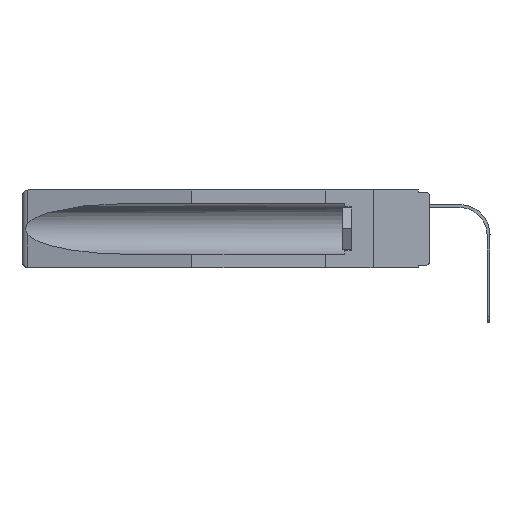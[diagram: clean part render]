
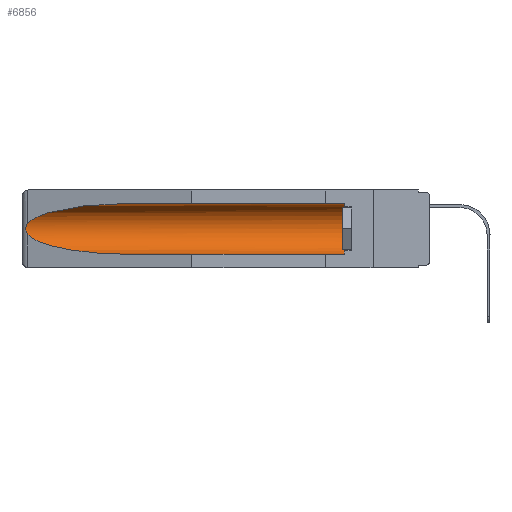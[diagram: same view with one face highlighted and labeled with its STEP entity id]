
A CAD part, left-side view. The second image highlights one B-rep face of the part: STEP entity #6856.
In plain terms, the highlighted cylindrical face has radius 2.857 mm (diameter 5.715 mm), a partial arc.
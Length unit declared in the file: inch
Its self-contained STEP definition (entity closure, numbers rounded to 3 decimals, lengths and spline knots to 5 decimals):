
#113 = CARTESIAN_POINT ( 'NONE',  ( 0.25451, 1.48313, -0.09465 ) ) ;
#1239 = CARTESIAN_POINT ( 'NONE',  ( 0.21114, 1.30732, -0.284 ) ) ;
#1928 = CARTESIAN_POINT ( 'NONE',  ( 0.26537, 1.52718, -0.14972 ) ) ;
#3559 = DIRECTION ( 'NONE',  ( 0., 0., 1. ) ) ;
#4513 = CARTESIAN_POINT ( 'NONE',  ( 0.155, 0.126, -0.1715 ) ) ;
#5982 = CARTESIAN_POINT ( 'NONE',  ( 0.155, 1.07973, -0.059 ) ) ;
#6275 = EDGE_CURVE ( 'NONE', #17526, #12112, #6748, .T. ) ;
#6291 = CARTESIAN_POINT ( 'NONE',  ( 0.26537, 1.52718, -0.19328 ) ) ;
#6557 = VECTOR ( 'NONE', #12409, 39.37008 ) ;
#6748 =( BOUNDED_CURVE ( )  B_SPLINE_CURVE ( 3, ( #11849, #20486, #1239, #16046 ),
 .UNSPECIFIED., .F., .F. ) 
 B_SPLINE_CURVE_WITH_KNOTS ( ( 4, 4 ),
 ( 0.1948, 1.5708 ),
 .UNSPECIFIED. ) 
 CURVE ( )  GEOMETRIC_REPRESENTATION_ITEM ( )  RATIONAL_B_SPLINE_CURVE ( ( 1., 0.848, 0.848, 1. ) ) 
 REPRESENTATION_ITEM ( '' )  );
#6856 = ADVANCED_FACE ( 'NONE', ( #7754 ), #9855, .F. ) ;
#6940 = EDGE_CURVE ( 'NONE', #24043, #17717, #22949, .T. ) ;
#7508 = ORIENTED_EDGE ( 'NONE', *, *, #6275, .T. ) ;
#7543 = CARTESIAN_POINT ( 'NONE',  ( 0.155, 1.07973, -0.284 ) ) ;
#7560 = CARTESIAN_POINT ( 'NONE',  ( 0.26597, 1.52961, -0.15275 ) ) ;
#7754 = FACE_OUTER_BOUND ( 'NONE', #21594, .T. ) ;
#9855 = CYLINDRICAL_SURFACE ( 'NONE', #20275, 0.1125 ) ;
#10197 = CARTESIAN_POINT ( 'NONE',  ( 0.155, 0.126, -0.059 ) ) ;
#10210 = DIRECTION ( 'NONE',  ( 0., 1., 0. ) ) ;
#10439 = VERTEX_POINT ( 'NONE', #18865 ) ;
#10557 = DIRECTION ( 'NONE',  ( 0., 0., 1. ) ) ;
#10715 = LINE ( 'NONE', #25360, #6557 ) ;
#11409 =( BOUNDED_CURVE ( )  B_SPLINE_CURVE ( 3, ( #5982, #19230, #113, #1928 ),
 .UNSPECIFIED., .F., .F. ) 
 B_SPLINE_CURVE_WITH_KNOTS ( ( 4, 4 ),
 ( 4.71239, 6.08839 ),
 .UNSPECIFIED. ) 
 CURVE ( )  GEOMETRIC_REPRESENTATION_ITEM ( )  RATIONAL_B_SPLINE_CURVE ( ( 1., 0.848, 0.848, 1. ) ) 
 REPRESENTATION_ITEM ( '' )  );
#11697 = ORIENTED_EDGE ( 'NONE', *, *, #23228, .T. ) ;
#11849 = CARTESIAN_POINT ( 'NONE',  ( 0.26537, 1.52718, -0.19328 ) ) ;
#12112 = VERTEX_POINT ( 'NONE', #7543 ) ;
#12409 = DIRECTION ( 'NONE',  ( 0., 1., 0. ) ) ;
#12453 = CARTESIAN_POINT ( 'NONE',  ( 0.2673, 1.53269, -0.17917 ) ) ;
#13941 = EDGE_CURVE ( 'NONE', #24043, #12112, #10715, .T. ) ;
#13985 = CARTESIAN_POINT ( 'NONE',  ( 0.2673, 1.5327, -0.16383 ) ) ;
#14051 = CARTESIAN_POINT ( 'NONE',  ( 0.155, -0.30754, -0.1715 ) ) ;
#14687 = EDGE_CURVE ( 'NONE', #16638, #17526, #26210, .T. ) ;
#15028 = DIRECTION ( 'NONE',  ( 0., -1., 0. ) ) ;
#16046 = CARTESIAN_POINT ( 'NONE',  ( 0.155, 1.07973, -0.284 ) ) ;
#16638 = VERTEX_POINT ( 'NONE', #21748 ) ;
#17526 = VERTEX_POINT ( 'NONE', #25955 ) ;
#17717 = VERTEX_POINT ( 'NONE', #10197 ) ;
#18179 = CARTESIAN_POINT ( 'NONE',  ( 0.26537, 1.52718, -0.14972 ) ) ;
#18295 = LINE ( 'NONE', #22880, #26423 ) ;
#18597 = CARTESIAN_POINT ( 'NONE',  ( 0.2675, 1.53308, -0.17534 ) ) ;
#18726 = CARTESIAN_POINT ( 'NONE',  ( 0.26597, 1.5296, -0.19026 ) ) ;
#18865 = CARTESIAN_POINT ( 'NONE',  ( 0.155, 1.07973, -0.059 ) ) ;
#19230 = CARTESIAN_POINT ( 'NONE',  ( 0.21114, 1.30732, -0.059 ) ) ;
#20275 = AXIS2_PLACEMENT_3D ( 'NONE', #14051, #22557, #3559 ) ;
#20486 = CARTESIAN_POINT ( 'NONE',  ( 0.25451, 1.48313, -0.24835 ) ) ;
#20667 = CARTESIAN_POINT ( 'NONE',  ( 0.26655, 1.53094, -0.18657 ) ) ;
#21122 = EDGE_CURVE ( 'NONE', #10439, #16638, #11409, .T. ) ;
#21594 = EDGE_LOOP ( 'NONE', ( #26615, #27252, #7508, #24427, #22704, #11697 ) ) ;
#21748 = CARTESIAN_POINT ( 'NONE',  ( 0.26537, 1.52718, -0.14972 ) ) ;
#22557 = DIRECTION ( 'NONE',  ( 0., 1., 0. ) ) ;
#22704 = ORIENTED_EDGE ( 'NONE', *, *, #6940, .T. ) ;
#22880 = CARTESIAN_POINT ( 'NONE',  ( 0.155, -0.30754, -0.059 ) ) ;
#22949 = CIRCLE ( 'NONE', #26507, 0.1125 ) ;
#23047 = CARTESIAN_POINT ( 'NONE',  ( 0.2675, 1.53308, -0.16763 ) ) ;
#23228 = EDGE_CURVE ( 'NONE', #17717, #10439, #18295, .T. ) ;
#24043 = VERTEX_POINT ( 'NONE', #26413 ) ;
#24427 = ORIENTED_EDGE ( 'NONE', *, *, #13941, .F. ) ;
#24572 = CARTESIAN_POINT ( 'NONE',  ( 0.26654, 1.53092, -0.15636 ) ) ;
#25360 = CARTESIAN_POINT ( 'NONE',  ( 0.155, -0.30754, -0.284 ) ) ;
#25955 = CARTESIAN_POINT ( 'NONE',  ( 0.26537, 1.52718, -0.19328 ) ) ;
#26210 = B_SPLINE_CURVE_WITH_KNOTS ( 'NONE', 3,
 ( #18179, #7560, #24572, #13985, #23047, #18597, #12453, #20667, #18726, #6291 ),
 .UNSPECIFIED., .F., .F.,
 ( 4, 2, 2, 2, 4 ),
 ( 0., 0.00029, 0.00058, 0.00087, 0.00117 ),
 .UNSPECIFIED. ) ;
#26413 = CARTESIAN_POINT ( 'NONE',  ( 0.155, 0.126, -0.284 ) ) ;
#26423 = VECTOR ( 'NONE', #10210, 39.37008 ) ;
#26507 = AXIS2_PLACEMENT_3D ( 'NONE', #4513, #15028, #10557 ) ;
#26615 = ORIENTED_EDGE ( 'NONE', *, *, #21122, .T. ) ;
#27252 = ORIENTED_EDGE ( 'NONE', *, *, #14687, .T. ) ;
